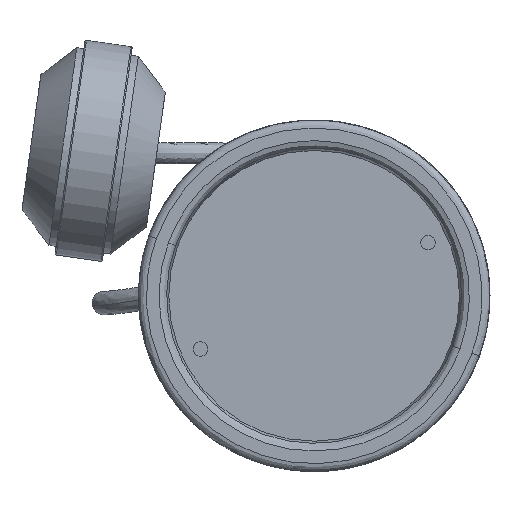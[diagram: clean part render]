
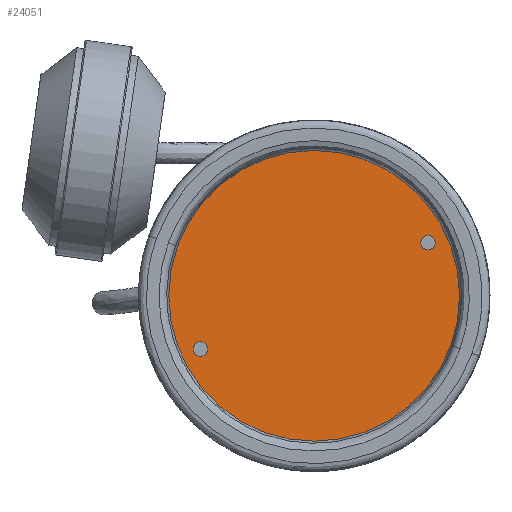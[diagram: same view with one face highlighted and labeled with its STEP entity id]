
A CAD part, front view. The second image highlights one B-rep face of the part: STEP entity #24051.
In plain terms, the highlighted planar face has unit normal (0, -1, 0).
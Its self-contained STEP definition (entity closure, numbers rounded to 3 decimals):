
#2372 = DIRECTION ( 'NONE',  ( 0., -1., 0. ) ) ;
#6915 = CARTESIAN_POINT ( 'NONE',  ( -110., 5.2, -110. ) ) ;
#6932 = CARTESIAN_POINT ( 'NONE',  ( -33.588, 5.2, -33.588 ) ) ;
#11890 = EDGE_CURVE ( 'NONE', #68643, #20861, #17899, .T. ) ;
#11939 = AXIS2_PLACEMENT_3D ( 'NONE', #67444, #67884, #28402 ) ;
#13446 = AXIS2_PLACEMENT_3D ( 'NONE', #6915, #53944, #68558 ) ;
#13944 = CARTESIAN_POINT ( 'NONE',  ( -36.338, 5.2, -33.588 ) ) ;
#14018 = FACE_BOUND ( 'NONE', #72317, .T. ) ;
#14456 = DIRECTION ( 'NONE',  ( 1., 0., 0. ) ) ;
#16959 = EDGE_CURVE ( 'NONE', #64868, #35262, #56721, .T. ) ;
#17899 = CIRCLE ( 'NONE', #37767, 2.75 ) ;
#18631 = VERTEX_POINT ( 'NONE', #43338 ) ;
#19061 = AXIS2_PLACEMENT_3D ( 'NONE', #50280, #2372, #82661 ) ;
#20614 = EDGE_LOOP ( 'NONE', ( #28892, #48086 ) ) ;
#20638 = AXIS2_PLACEMENT_3D ( 'NONE', #59295, #25144, #26434 ) ;
#20861 = VERTEX_POINT ( 'NONE', #13944 ) ;
#21538 = PLANE ( 'NONE',  #13446 ) ;
#22265 = CARTESIAN_POINT ( 'NONE',  ( -30.838, 5.2, -33.588 ) ) ;
#22851 = EDGE_CURVE ( 'NONE', #31319, #18631, #28918, .T. ) ;
#24051 = ADVANCED_FACE ( 'NONE', ( #14018, #55275, #41065 ), #21538, .F. ) ;
#24756 = CIRCLE ( 'NONE', #19061, 55. ) ;
#25144 = DIRECTION ( 'NONE',  ( 0., -1., 0. ) ) ;
#25998 = ORIENTED_EDGE ( 'NONE', *, *, #30832, .T. ) ;
#26434 = DIRECTION ( 'NONE',  ( 1., 0., 0. ) ) ;
#28402 = DIRECTION ( 'NONE',  ( 1., 0., 0. ) ) ;
#28892 = ORIENTED_EDGE ( 'NONE', *, *, #11890, .F. ) ;
#28918 = CIRCLE ( 'NONE', #11939, 2.75 ) ;
#30832 = EDGE_CURVE ( 'NONE', #35262, #64868, #24756, .T. ) ;
#31319 = VERTEX_POINT ( 'NONE', #64800 ) ;
#33997 = DIRECTION ( 'NONE',  ( 0., -1., 0. ) ) ;
#35262 = VERTEX_POINT ( 'NONE', #81345 ) ;
#35827 = CARTESIAN_POINT ( 'NONE',  ( 0., 5.2, -55. ) ) ;
#37767 = AXIS2_PLACEMENT_3D ( 'NONE', #6932, #33997, #14456 ) ;
#41065 = FACE_OUTER_BOUND ( 'NONE', #62683, .T. ) ;
#41344 = DIRECTION ( 'NONE',  ( 0., -1., 0. ) ) ;
#43338 = CARTESIAN_POINT ( 'NONE',  ( 36.338, 5.2, 33.588 ) ) ;
#48086 = ORIENTED_EDGE ( 'NONE', *, *, #59907, .F. ) ;
#50280 = CARTESIAN_POINT ( 'NONE',  ( 0., 5.2, 0. ) ) ;
#53944 = DIRECTION ( 'NONE',  ( 0., 1., 0. ) ) ;
#54589 = CIRCLE ( 'NONE', #20638, 2.75 ) ;
#54795 = ORIENTED_EDGE ( 'NONE', *, *, #16959, .T. ) ;
#55275 = FACE_BOUND ( 'NONE', #20614, .T. ) ;
#56330 = ORIENTED_EDGE ( 'NONE', *, *, #22851, .F. ) ;
#56721 = CIRCLE ( 'NONE', #72303, 55. ) ;
#57226 = CIRCLE ( 'NONE', #62914, 2.75 ) ;
#59295 = CARTESIAN_POINT ( 'NONE',  ( -33.588, 5.2, -33.588 ) ) ;
#59907 = EDGE_CURVE ( 'NONE', #20861, #68643, #54589, .T. ) ;
#60455 = DIRECTION ( 'NONE',  ( 1., 0., 0. ) ) ;
#61318 = CARTESIAN_POINT ( 'NONE',  ( 0., 5.2, 0. ) ) ;
#61773 = CARTESIAN_POINT ( 'NONE',  ( 33.588, 5.2, 33.588 ) ) ;
#62683 = EDGE_LOOP ( 'NONE', ( #54795, #25998 ) ) ;
#62914 = AXIS2_PLACEMENT_3D ( 'NONE', #61773, #74181, #60455 ) ;
#64800 = CARTESIAN_POINT ( 'NONE',  ( 30.838, 5.2, 33.588 ) ) ;
#64868 = VERTEX_POINT ( 'NONE', #35827 ) ;
#67444 = CARTESIAN_POINT ( 'NONE',  ( 33.588, 5.2, 33.588 ) ) ;
#67884 = DIRECTION ( 'NONE',  ( 0., -1., 0. ) ) ;
#68558 = DIRECTION ( 'NONE',  ( 0., 0., 1. ) ) ;
#68643 = VERTEX_POINT ( 'NONE', #22265 ) ;
#69285 = DIRECTION ( 'NONE',  ( 0., 0., -1. ) ) ;
#72303 = AXIS2_PLACEMENT_3D ( 'NONE', #61318, #41344, #69285 ) ;
#72317 = EDGE_LOOP ( 'NONE', ( #76284, #56330 ) ) ;
#74181 = DIRECTION ( 'NONE',  ( 0., -1., 0. ) ) ;
#76284 = ORIENTED_EDGE ( 'NONE', *, *, #86986, .F. ) ;
#81345 = CARTESIAN_POINT ( 'NONE',  ( 0., 5.2, 55. ) ) ;
#82661 = DIRECTION ( 'NONE',  ( 0., 0., -1. ) ) ;
#86986 = EDGE_CURVE ( 'NONE', #18631, #31319, #57226, .T. ) ;
